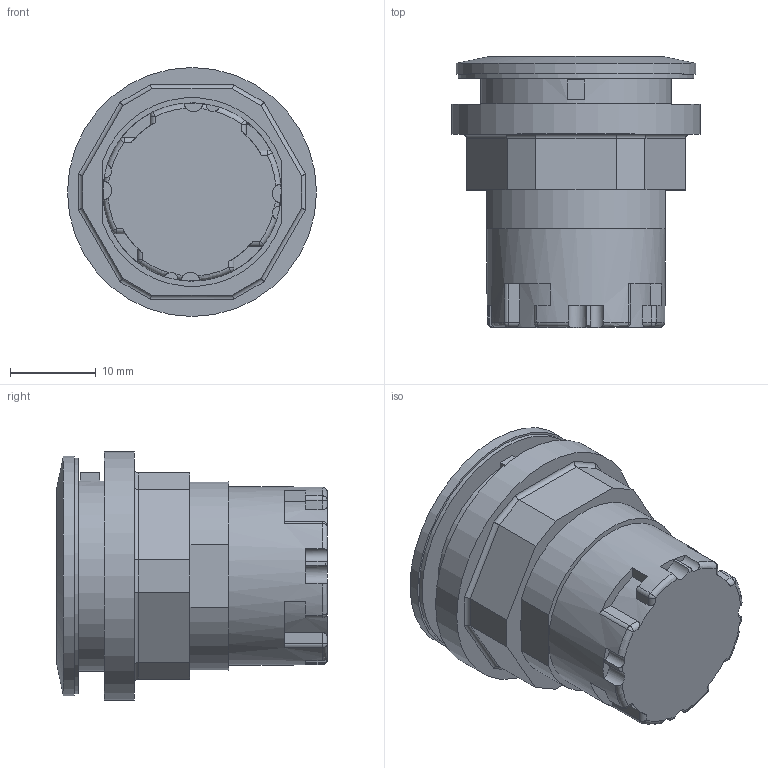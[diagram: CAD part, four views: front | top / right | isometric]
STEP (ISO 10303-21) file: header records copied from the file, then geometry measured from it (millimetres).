
FILE_DESCRIPTION(/* description */ (''),/* implementation_level */ '2;1');
FILE_NAME(/* name */ 'JRTLR.stp',/* time_stamp */ '2019-10-23T14:56:11+02:00',/* author */ ('thagel'),/* organization */ (''),/* preprocessor_version */ 'ST-DEVELOPER v17.2',/* originating_system */ 'Autodesk Inventor 2019',/* authorisation */ '');
FILE_SCHEMA (('AUTOMOTIVE_DESIGN { 1 0 10303 214 3 1 1 }'));
Length unit declared in the file: millimetre
Products named in the file (1): JRTLR
Bounding box: 29 x 31.53 x 29 mm (x, y, z)
Volume: 12358.3 mm3; surface area: 8049.7 mm2
Topology: 1 solids, 1 shells, 206 faces, 562 edges, 365 vertices
Faces by surface type: cylinder 87, plane 85, torus 19, sphere 9, cone 6
Full cylindrical faces by diameter (mm): 17.8 x1, 17.85 x4, 18 x1, 18.05 x1, 18.3 x1, 18.6 x2, 19.9 x1, 20.05 x1, 20.75 x1, 22.2 x1, 22.5 x1, 25.3 x1, 27.4 x1, 27.9 x1, 29 x1
Entity records: 6888 total; most frequent: CARTESIAN_POINT 1434, DIRECTION 1221, ORIENTED_EDGE 1116, EDGE_CURVE 558, AXIS2_PLACEMENT_3D 490, VERTEX_POINT 365, CIRCLE 271, LINE 241
